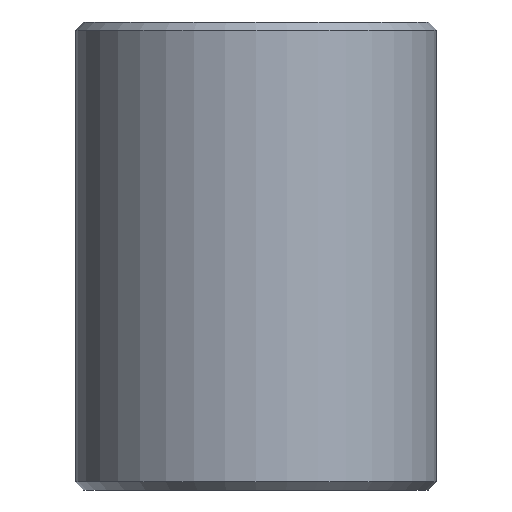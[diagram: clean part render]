
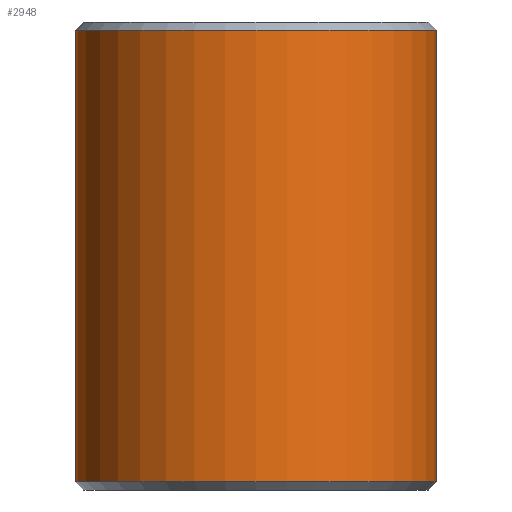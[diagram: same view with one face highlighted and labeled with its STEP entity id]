
A CAD part, front view. The second image highlights one B-rep face of the part: STEP entity #2948.
In plain terms, the highlighted cylindrical face has radius 4.4 mm (diameter 8.8 mm), a full revolution.
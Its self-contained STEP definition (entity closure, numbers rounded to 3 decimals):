
#35=CIRCLE('',#3035,4.4);
#36=CIRCLE('',#3036,4.4);
#250=LINE('',#6990,#454);
#454=VECTOR('',#3302,4.4);
#758=FACE_OUTER_BOUND('',#936,.T.);
#936=EDGE_LOOP('',(#2695,#2696,#2697,#2698));
#1445=VERTEX_POINT('',#6987);
#1446=VERTEX_POINT('',#6989);
#1864=EDGE_CURVE('',#1445,#1445,#35,.T.);
#1865=EDGE_CURVE('',#1445,#1446,#250,.T.);
#1866=EDGE_CURVE('',#1446,#1446,#36,.T.);
#2695=ORIENTED_EDGE('',*,*,#1864,.F.);
#2696=ORIENTED_EDGE('',*,*,#1865,.T.);
#2697=ORIENTED_EDGE('',*,*,#1866,.F.);
#2698=ORIENTED_EDGE('',*,*,#1865,.F.);
#2802=CYLINDRICAL_SURFACE('',#3034,4.4);
#2948=ADVANCED_FACE('',(#758),#2802,.T.);
#3034=AXIS2_PLACEMENT_3D('',#6986,#3298,#3299);
#3035=AXIS2_PLACEMENT_3D('',#6988,#3300,#3301);
#3036=AXIS2_PLACEMENT_3D('',#6991,#3303,#3304);
#3298=DIRECTION('center_axis',(0.,0.,1.));
#3299=DIRECTION('ref_axis',(1.,0.,0.));
#3300=DIRECTION('center_axis',(0.,0.,1.));
#3301=DIRECTION('ref_axis',(1.,0.,0.));
#3302=DIRECTION('',(0.,0.,-1.));
#3303=DIRECTION('center_axis',(0.,0.,-1.));
#3304=DIRECTION('ref_axis',(1.,0.,0.));
#6986=CARTESIAN_POINT('Origin',(2.9,2.9,0.));
#6987=CARTESIAN_POINT('',(-1.5,2.9,11.2));
#6988=CARTESIAN_POINT('Origin',(2.9,2.9,11.2));
#6989=CARTESIAN_POINT('',(-1.5,2.9,0.2));
#6990=CARTESIAN_POINT('',(-1.5,2.9,0.));
#6991=CARTESIAN_POINT('Origin',(2.9,2.9,0.2));
